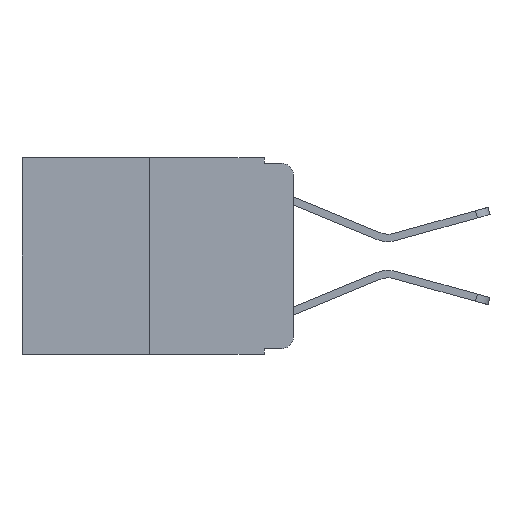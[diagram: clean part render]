
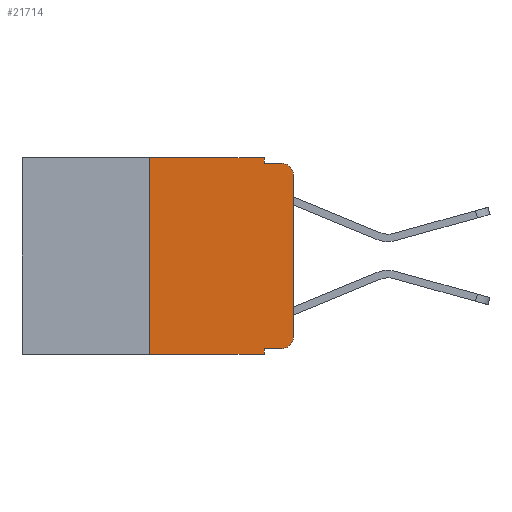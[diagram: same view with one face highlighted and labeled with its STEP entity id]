
A CAD part, left-side view. The second image highlights one B-rep face of the part: STEP entity #21714.
In plain terms, the highlighted planar face has unit normal (-1, 0, 0).
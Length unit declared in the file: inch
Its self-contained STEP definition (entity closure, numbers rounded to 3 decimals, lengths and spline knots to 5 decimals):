
#54 = ORIENTED_EDGE ( 'NONE', *, *, #458, .T. ) ;
#102 = LINE ( 'NONE', #14665, #9860 ) ;
#171 = CARTESIAN_POINT ( 'NONE',  ( 0., 0.02, -0.01 ) ) ;
#458 = EDGE_CURVE ( 'NONE', #22250, #1853, #21992, .T. ) ;
#617 = CARTESIAN_POINT ( 'NONE',  ( 0., 0.051, -0.343 ) ) ;
#622 = CARTESIAN_POINT ( 'NONE',  ( 0., 0.473, -0.343 ) ) ;
#770 = VECTOR ( 'NONE', #12200, 39.37008 ) ;
#971 = ORIENTED_EDGE ( 'NONE', *, *, #15892, .F. ) ;
#1211 = CARTESIAN_POINT ( 'NONE',  ( 0., 0.25, 0. ) ) ;
#1316 = ORIENTED_EDGE ( 'NONE', *, *, #5807, .T. ) ;
#1562 = CARTESIAN_POINT ( 'NONE',  ( 0., 0.473, 0. ) ) ;
#1853 = VERTEX_POINT ( 'NONE', #18315 ) ;
#2073 = VECTOR ( 'NONE', #4492, 39.37008 ) ;
#2590 = VECTOR ( 'NONE', #3047, 39.37008 ) ;
#3047 = DIRECTION ( 'NONE',  ( 0., -1., 0. ) ) ;
#3093 = CARTESIAN_POINT ( 'NONE',  ( 0., 0.473, 0. ) ) ;
#3103 = VERTEX_POINT ( 'NONE', #21967 ) ;
#3191 = DIRECTION ( 'NONE',  ( 0., 0., 1. ) ) ;
#3596 = DIRECTION ( 'NONE',  ( 1., 0., 0. ) ) ;
#4265 = VECTOR ( 'NONE', #5074, 39.37008 ) ;
#4492 = DIRECTION ( 'NONE',  ( 0., -1., 0. ) ) ;
#5032 = ORIENTED_EDGE ( 'NONE', *, *, #17525, .F. ) ;
#5074 = DIRECTION ( 'NONE',  ( 0., -1., 0. ) ) ;
#5160 = DIRECTION ( 'NONE',  ( -1., 0., 0. ) ) ;
#5336 = CIRCLE ( 'NONE', #17578, 0.02 ) ;
#5807 = EDGE_CURVE ( 'NONE', #1853, #12500, #14124, .T. ) ;
#6084 = LINE ( 'NONE', #622, #770 ) ;
#7924 = AXIS2_PLACEMENT_3D ( 'NONE', #1562, #3596, #16780 ) ;
#8370 = AXIS2_PLACEMENT_3D ( 'NONE', #16403, #5160, #18237 ) ;
#8832 = EDGE_CURVE ( 'NONE', #12500, #8970, #12508, .T. ) ;
#8927 = ORIENTED_EDGE ( 'NONE', *, *, #13866, .T. ) ;
#8940 = EDGE_CURVE ( 'NONE', #20895, #17317, #6084, .T. ) ;
#8970 = VERTEX_POINT ( 'NONE', #17843 ) ;
#9343 = CARTESIAN_POINT ( 'NONE',  ( 0., 0.02, -0.03 ) ) ;
#9818 = ORIENTED_EDGE ( 'NONE', *, *, #22467, .F. ) ;
#9860 = VECTOR ( 'NONE', #12786, 39.37008 ) ;
#11244 = DIRECTION ( 'NONE',  ( 0., 0., -1. ) ) ;
#11570 = CARTESIAN_POINT ( 'NONE',  ( 0., 0., -0.313 ) ) ;
#12140 = VERTEX_POINT ( 'NONE', #21549 ) ;
#12200 = DIRECTION ( 'NONE',  ( 0., -1., 0. ) ) ;
#12500 = VERTEX_POINT ( 'NONE', #11570 ) ;
#12508 = LINE ( 'NONE', #15629, #17392 ) ;
#12588 = CARTESIAN_POINT ( 'NONE',  ( 0., 0.051, -0.333 ) ) ;
#12786 = DIRECTION ( 'NONE',  ( 0., 0., -1. ) ) ;
#13085 = PLANE ( 'NONE',  #7924 ) ;
#13183 = VERTEX_POINT ( 'NONE', #1211 ) ;
#13461 = DIRECTION ( 'NONE',  ( 0., 0., -1. ) ) ;
#13866 = EDGE_CURVE ( 'NONE', #8970, #16229, #5336, .T. ) ;
#14124 = CIRCLE ( 'NONE', #8370, 0.02 ) ;
#14665 = CARTESIAN_POINT ( 'NONE',  ( 0., 0.051, 0. ) ) ;
#14943 = LINE ( 'NONE', #3093, #4265 ) ;
#15110 = EDGE_CURVE ( 'NONE', #3103, #16229, #21504, .T. ) ;
#15629 = CARTESIAN_POINT ( 'NONE',  ( 0., 0., 0. ) ) ;
#15892 = EDGE_CURVE ( 'NONE', #13183, #12140, #14943, .T. ) ;
#16229 = VERTEX_POINT ( 'NONE', #171 ) ;
#16403 = CARTESIAN_POINT ( 'NONE',  ( 0., 0.02, -0.313 ) ) ;
#16495 = FACE_OUTER_BOUND ( 'NONE', #23910, .T. ) ;
#16780 = DIRECTION ( 'NONE',  ( 0., 0., -1. ) ) ;
#16787 = ORIENTED_EDGE ( 'NONE', *, *, #19996, .F. ) ;
#17317 = VERTEX_POINT ( 'NONE', #617 ) ;
#17392 = VECTOR ( 'NONE', #22924, 39.37008 ) ;
#17525 = EDGE_CURVE ( 'NONE', #12140, #3103, #102, .T. ) ;
#17578 = AXIS2_PLACEMENT_3D ( 'NONE', #9343, #22277, #11244 ) ;
#17614 = ORIENTED_EDGE ( 'NONE', *, *, #8832, .T. ) ;
#17843 = CARTESIAN_POINT ( 'NONE',  ( 0., 0., -0.03 ) ) ;
#17913 = ORIENTED_EDGE ( 'NONE', *, *, #8940, .T. ) ;
#18237 = DIRECTION ( 'NONE',  ( 0., 0., -1. ) ) ;
#18315 = CARTESIAN_POINT ( 'NONE',  ( 0., 0.02, -0.333 ) ) ;
#18903 = CARTESIAN_POINT ( 'NONE',  ( 0., 0.051, 0. ) ) ;
#19234 = VECTOR ( 'NONE', #3191, 39.37008 ) ;
#19306 = VECTOR ( 'NONE', #13461, 39.37008 ) ;
#19996 = EDGE_CURVE ( 'NONE', #20895, #13183, #24136, .T. ) ;
#20895 = VERTEX_POINT ( 'NONE', #21193 ) ;
#21193 = CARTESIAN_POINT ( 'NONE',  ( 0., 0.25, -0.343 ) ) ;
#21233 = CARTESIAN_POINT ( 'NONE',  ( 0., 0.051, -0.01 ) ) ;
#21504 = LINE ( 'NONE', #21233, #2073 ) ;
#21549 = CARTESIAN_POINT ( 'NONE',  ( 0., 0.051, 0. ) ) ;
#21714 = ADVANCED_FACE ( 'NONE', ( #16495 ), #13085, .F. ) ;
#21872 = CARTESIAN_POINT ( 'NONE',  ( 0., 0.25, 0. ) ) ;
#21967 = CARTESIAN_POINT ( 'NONE',  ( 0., 0.051, -0.01 ) ) ;
#21992 = LINE ( 'NONE', #12588, #2590 ) ;
#22250 = VERTEX_POINT ( 'NONE', #23662 ) ;
#22277 = DIRECTION ( 'NONE',  ( -1., 0., 0. ) ) ;
#22467 = EDGE_CURVE ( 'NONE', #22250, #17317, #24206, .T. ) ;
#22924 = DIRECTION ( 'NONE',  ( 0., 0., 1. ) ) ;
#23662 = CARTESIAN_POINT ( 'NONE',  ( 0., 0.051, -0.333 ) ) ;
#23910 = EDGE_LOOP ( 'NONE', ( #17614, #8927, #24243, #5032, #971, #16787, #17913, #9818, #54, #1316 ) ) ;
#24136 = LINE ( 'NONE', #21872, #19234 ) ;
#24206 = LINE ( 'NONE', #18903, #19306 ) ;
#24243 = ORIENTED_EDGE ( 'NONE', *, *, #15110, .F. ) ;
